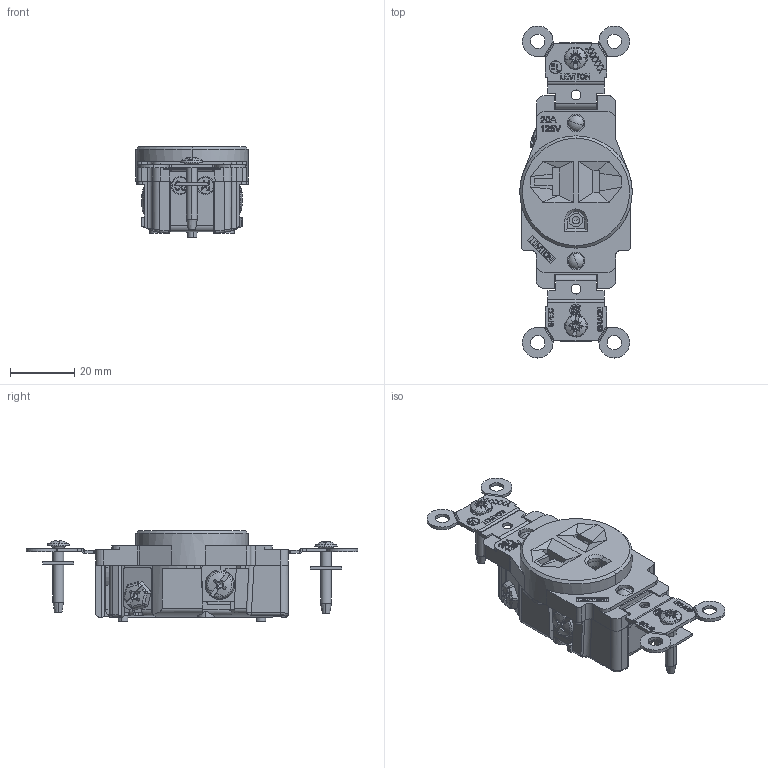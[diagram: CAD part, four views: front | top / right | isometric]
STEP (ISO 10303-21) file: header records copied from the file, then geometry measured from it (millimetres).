
FILE_DESCRIPTION (( 'STEP AP214' ), '1' );
FILE_NAME ('ORC4327-M01.STEP', '2024-02-26T21:51:17', ( '' ), ( '' ), 'SwSTEP 2.0', 'SolidWorks 2020', '' );
FILE_SCHEMA (( 'AUTOMOTIVE_DESIGN' ));
Length unit declared in the file: inch
Products named in the file (1): ORC4327-M01
Bounding box: 34.9 x 103.2 x 28.17 mm (x, y, z)
Surface area: 17202.3 mm2 (no closed solid volume)
Topology: 0 solids, 45 shells, 1089 faces, 4610 edges, 3454 vertices
Faces by surface type: plane 636, cylinder 195, bspline 143, cone 66, torus 31, sphere 18
Entity records: 73072 total; most frequent: CARTESIAN_POINT 23638, ORIENTED_EDGE 7006, DIRECTION 6371, EDGE_CURVE 4599, VERTEX_POINT 3454, VECTOR 2893, LINE 2893, AXIS2_PLACEMENT_3D 1739
